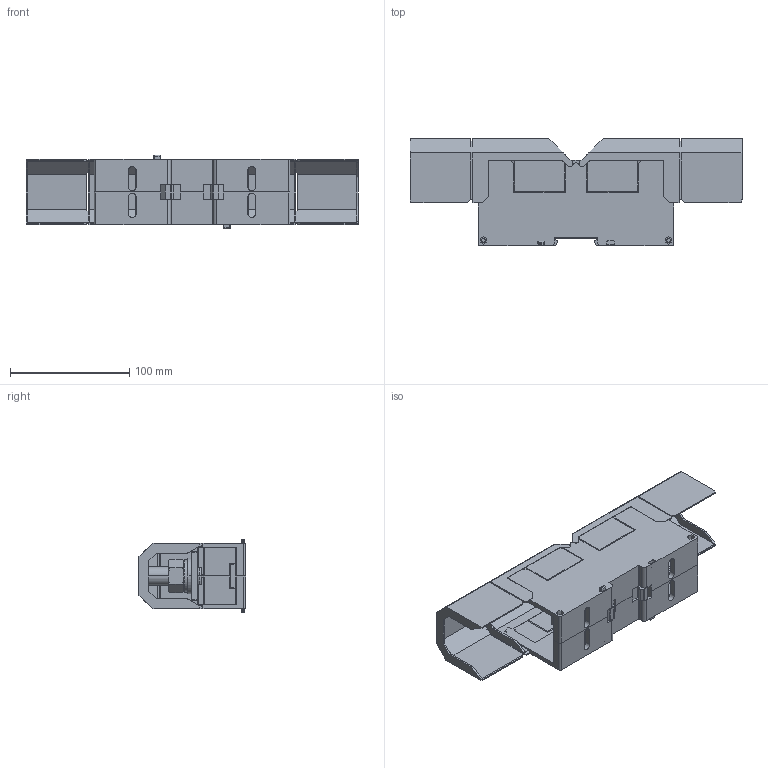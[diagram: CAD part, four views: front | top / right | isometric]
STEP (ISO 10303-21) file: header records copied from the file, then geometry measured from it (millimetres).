
FILE_DESCRIPTION(/* description */ (''),/* implementation_level */ '2;1');
FILE_NAME(/* name */ '17027_HSKG_300_M16_B_B_mit_ADH.stp',/* time_stamp */ '2021-12-18T11:48:16+01:00',/* author */ (''),/* organization */ (''),/* preprocessor_version */ 'ST-DEVELOPER v16.7',/* originating_system */ 'SIEMENS PLM Software NX 12.0',/* authorisation */ '');
FILE_SCHEMA (('AUTOMOTIVE_DESIGN { 1 0 10303 214 3 1 1 1 }'));
Length unit declared in the file: millimetre
Products named in the file (1): 17027_HSKG_300_M16_B_B_mit_ADH
Bounding box: 278 x 90 x 61.4 mm (x, y, z)
Volume: 352871.8 mm3; surface area: 176410.2 mm2
Topology: 15 solids, 15 shells, 1422 faces, 4058 edges, 2682 vertices
Faces by surface type: plane 864, cylinder 422, cone 104, sphere 16, torus 8, extrusion 8
Entity records: 50878 total; most frequent: CARTESIAN_POINT 9871, ORIENTED_EDGE 8108, DIRECTION 7648, EDGE_CURVE 4054, VECTOR 2810, LINE 2802, VERTEX_POINT 2682, AXIS2_PLACEMENT_3D 2419
